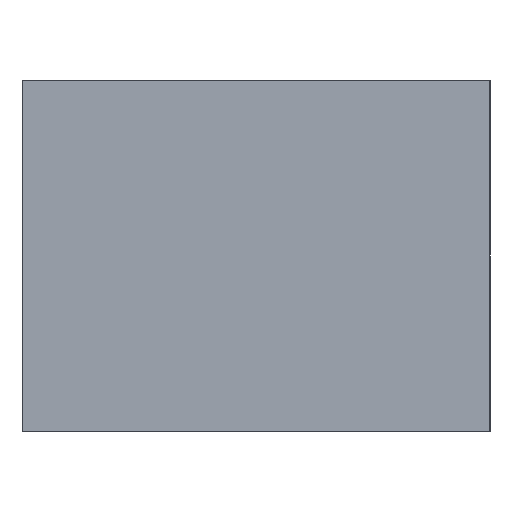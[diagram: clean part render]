
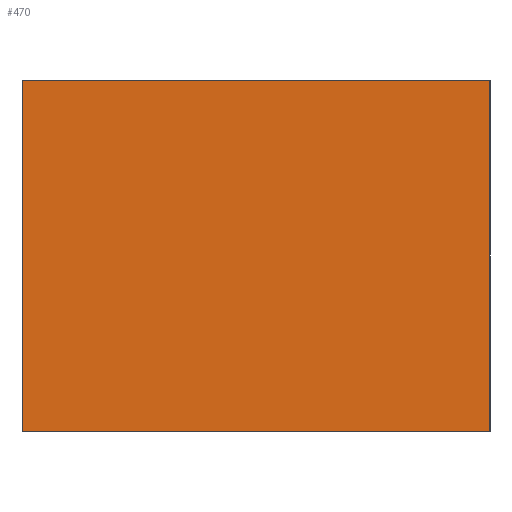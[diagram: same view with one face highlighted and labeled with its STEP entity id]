
A CAD part, left-side view. The second image highlights one B-rep face of the part: STEP entity #470.
In plain terms, the highlighted planar face has unit normal (-1, 0, 0).
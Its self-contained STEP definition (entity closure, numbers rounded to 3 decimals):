
#78=ORIENTED_EDGE('',*,*,#174,.T.);
#79=ORIENTED_EDGE('',*,*,#175,.F.);
#80=ORIENTED_EDGE('',*,*,#176,.F.);
#81=ORIENTED_EDGE('',*,*,#177,.T.);
#174=EDGE_CURVE('',#226,#227,#274,.T.);
#175=EDGE_CURVE('',#228,#227,#275,.T.);
#176=EDGE_CURVE('',#229,#228,#276,.T.);
#177=EDGE_CURVE('',#229,#226,#277,.T.);
#226=VERTEX_POINT('',#744);
#227=VERTEX_POINT('',#745);
#228=VERTEX_POINT('',#747);
#229=VERTEX_POINT('',#749);
#274=LINE('',#743,#334);
#275=LINE('',#746,#335);
#276=LINE('',#748,#336);
#277=LINE('',#750,#337);
#334=VECTOR('',#617,1000.);
#335=VECTOR('',#618,1000.);
#336=VECTOR('',#619,1000.);
#337=VECTOR('',#620,1000.);
#382=EDGE_LOOP('',(#78,#79,#80,#81));
#412=FACE_BOUND('',#382,.T.);
#441=PLANE('',#546);
#470=ADVANCED_FACE('',(#412),#441,.F.);
#546=AXIS2_PLACEMENT_3D('',#742,#615,#616);
#615=DIRECTION('',(1.,0.,0.));
#616=DIRECTION('',(0.,0.,-1.));
#617=DIRECTION('',(0.,-1.,0.));
#618=DIRECTION('',(0.,0.,-1.));
#619=DIRECTION('',(0.,-1.,0.));
#620=DIRECTION('',(0.,0.,-1.));
#742=CARTESIAN_POINT('',(-1.6,0.8,0.6));
#743=CARTESIAN_POINT('',(-1.6,0.8,-0.6));
#744=CARTESIAN_POINT('',(-1.6,0.8,-0.6));
#745=CARTESIAN_POINT('',(-1.6,-0.8,-0.6));
#746=CARTESIAN_POINT('',(-1.6,-0.8,0.6));
#747=CARTESIAN_POINT('',(-1.6,-0.8,0.6));
#748=CARTESIAN_POINT('',(-1.6,0.8,0.6));
#749=CARTESIAN_POINT('',(-1.6,0.8,0.6));
#750=CARTESIAN_POINT('',(-1.6,0.8,0.6));
